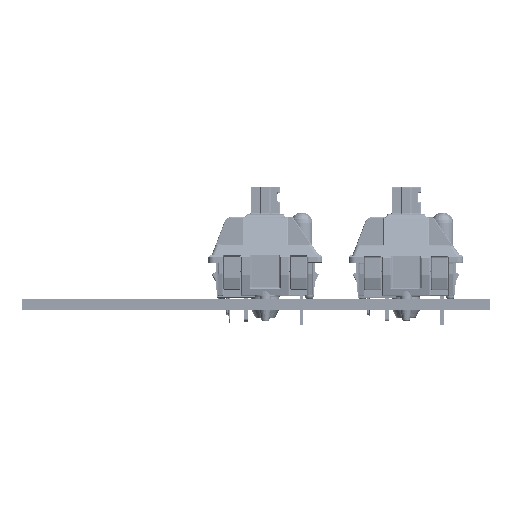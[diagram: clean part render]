
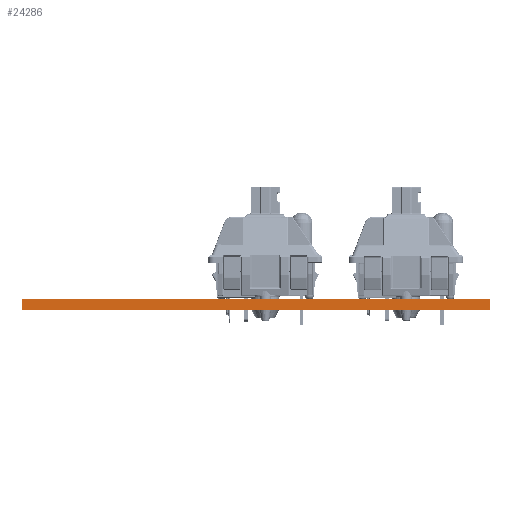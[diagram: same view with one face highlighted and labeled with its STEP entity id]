
A CAD part, left-side view. The second image highlights one B-rep face of the part: STEP entity #24286.
In plain terms, the highlighted planar face has unit normal (-1, 0, 0).
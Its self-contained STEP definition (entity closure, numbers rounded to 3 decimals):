
#3162=FACE_OUTER_BOUND('',#4749,.T.);
#4749=EDGE_LOOP('',(#16331,#16332,#16333,#16334));
#6474=LINE('',#37318,#8429);
#6479=LINE('',#37328,#8434);
#6480=LINE('',#37330,#8435);
#6481=LINE('',#37331,#8436);
#8429=VECTOR('',#29092,1.);
#8434=VECTOR('',#29101,1.);
#8435=VECTOR('',#29102,1.);
#8436=VECTOR('',#29103,1.);
#10384=VERTEX_POINT('',#37315);
#10385=VERTEX_POINT('',#37317);
#10388=VERTEX_POINT('',#37327);
#10389=VERTEX_POINT('',#37329);
#12575=EDGE_CURVE('',#10385,#10384,#6474,.T.);
#12580=EDGE_CURVE('',#10384,#10388,#6479,.T.);
#12581=EDGE_CURVE('',#10389,#10388,#6480,.T.);
#12582=EDGE_CURVE('',#10385,#10389,#6481,.T.);
#16331=ORIENTED_EDGE('',*,*,#12575,.T.);
#16332=ORIENTED_EDGE('',*,*,#12580,.T.);
#16333=ORIENTED_EDGE('',*,*,#12581,.F.);
#16334=ORIENTED_EDGE('',*,*,#12582,.F.);
#23825=PLANE('',#25953);
#24286=ADVANCED_FACE('',(#3162),#23825,.T.);
#25953=AXIS2_PLACEMENT_3D('',#37326,#29099,#29100);
#29092=DIRECTION('',(0.,0.,1.));
#29099=DIRECTION('center_axis',(-1.,0.,0.));
#29100=DIRECTION('ref_axis',(0.,1.,0.));
#29101=DIRECTION('',(0.,1.,0.));
#29102=DIRECTION('',(0.,0.,1.));
#29103=DIRECTION('',(0.,1.,0.));
#37315=CARTESIAN_POINT('',(186.875,-121.975,1.51));
#37317=CARTESIAN_POINT('',(186.875,-121.975,0.));
#37318=CARTESIAN_POINT('',(186.875,-121.975,0.));
#37326=CARTESIAN_POINT('Origin',(186.875,-121.975,0.));
#37327=CARTESIAN_POINT('',(186.875,-57.975,1.51));
#37328=CARTESIAN_POINT('',(186.875,-121.975,1.51));
#37329=CARTESIAN_POINT('',(186.875,-57.975,0.));
#37330=CARTESIAN_POINT('',(186.875,-57.975,0.));
#37331=CARTESIAN_POINT('',(186.875,-121.975,0.));
